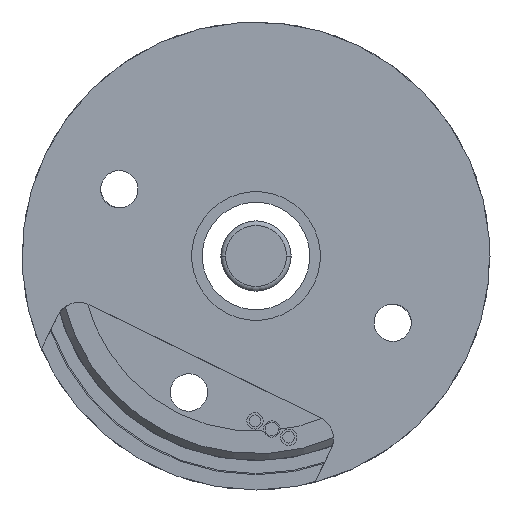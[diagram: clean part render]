
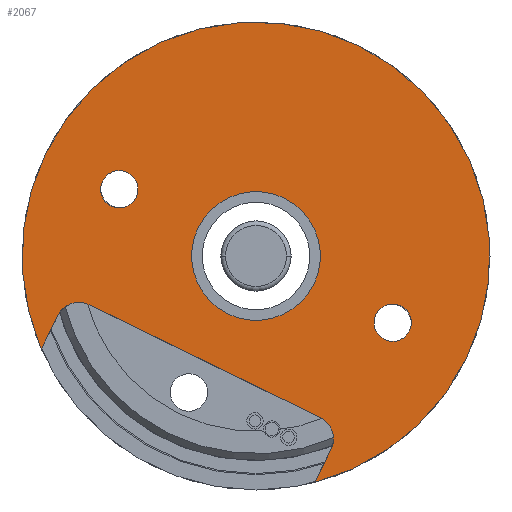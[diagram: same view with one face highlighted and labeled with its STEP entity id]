
A CAD part, front view. The second image highlights one B-rep face of the part: STEP entity #2067.
In plain terms, the highlighted planar face has unit normal (0, -1, 0).
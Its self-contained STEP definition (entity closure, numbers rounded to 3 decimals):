
#4 = AXIS2_PLACEMENT_3D ( 'NONE', #2316, #874, #2931 ) ;
#24 = CARTESIAN_POINT ( 'NONE',  ( 5., 0., -5.5 ) ) ;
#49 = EDGE_CURVE ( 'NONE', #873, #4202, #3290, .T. ) ;
#80 = VERTEX_POINT ( 'NONE', #125 ) ;
#95 = EDGE_CURVE ( 'NONE', #873, #2152, #4108, .T. ) ;
#97 = CARTESIAN_POINT ( 'NONE',  ( 6., 0., -5.5 ) ) ;
#125 = CARTESIAN_POINT ( 'NONE',  ( 6., 0., 6.5 ) ) ;
#126 = ORIENTED_EDGE ( 'NONE', *, *, #1648, .F. ) ;
#141 = ORIENTED_EDGE ( 'NONE', *, *, #243, .F. ) ;
#161 = AXIS2_PLACEMENT_3D ( 'NONE', #1634, #1250, #2110 ) ;
#169 = CIRCLE ( 'NONE', #3663, 0.8 ) ;
#170 = EDGE_CURVE ( 'NONE', #722, #2543, #521, .T. ) ;
#243 = EDGE_CURVE ( 'NONE', #2004, #1287, #169, .T. ) ;
#264 = AXIS2_PLACEMENT_3D ( 'NONE', #2680, #649, #3042 ) ;
#271 = CARTESIAN_POINT ( 'NONE',  ( 0., 0., -5.7 ) ) ;
#338 = ORIENTED_EDGE ( 'NONE', *, *, #170, .T. ) ;
#366 = AXIS2_PLACEMENT_3D ( 'NONE', #1642, #3707, #1312 ) ;
#495 = FACE_OUTER_BOUND ( 'NONE', #4194, .T. ) ;
#521 = CIRCLE ( 'NONE', #2269, 10. ) ;
#535 = AXIS2_PLACEMENT_3D ( 'NONE', #2656, #2574, #4295 ) ;
#544 = CARTESIAN_POINT ( 'NONE',  ( 0., 0., 0. ) ) ;
#649 = DIRECTION ( 'NONE',  ( 0., -1., 0. ) ) ;
#657 = CARTESIAN_POINT ( 'NONE',  ( 0., 0., 6.5 ) ) ;
#716 = AXIS2_PLACEMENT_3D ( 'NONE', #657, #3055, #982 ) ;
#722 = VERTEX_POINT ( 'NONE', #3020 ) ;
#749 = VECTOR ( 'NONE', #3228, 1000. ) ;
#767 = ORIENTED_EDGE ( 'NONE', *, *, #1898, .F. ) ;
#768 = ORIENTED_EDGE ( 'NONE', *, *, #95, .T. ) ;
#780 = CIRCLE ( 'NONE', #2857, 0.8 ) ;
#798 = FACE_BOUND ( 'NONE', #3969, .T. ) ;
#803 = DIRECTION ( 'NONE',  ( 0., -1., 0. ) ) ;
#873 = VERTEX_POINT ( 'NONE', #1918 ) ;
#874 = DIRECTION ( 'NONE',  ( 0., -1., 0. ) ) ;
#875 = ORIENTED_EDGE ( 'NONE', *, *, #4117, .F. ) ;
#878 = DIRECTION ( 'NONE',  ( 0., 0., -1. ) ) ;
#891 = DIRECTION ( 'NONE',  ( 0., -1., 0. ) ) ;
#982 = DIRECTION ( 'NONE',  ( 0., 0., -1. ) ) ;
#1009 = CARTESIAN_POINT ( 'NONE',  ( 0., 0., 2.75 ) ) ;
#1020 = CIRCLE ( 'NONE', #1738, 10. ) ;
#1118 = DIRECTION ( 'NONE',  ( 0., 0., -1. ) ) ;
#1250 = DIRECTION ( 'NONE',  ( 0., -1., 0. ) ) ;
#1264 = CARTESIAN_POINT ( 'NONE',  ( 0., 0., 6.5 ) ) ;
#1287 = VERTEX_POINT ( 'NONE', #271 ) ;
#1312 = DIRECTION ( 'NONE',  ( 0., 0., -1. ) ) ;
#1386 = EDGE_CURVE ( 'NONE', #2543, #1466, #1020, .T. ) ;
#1466 = VERTEX_POINT ( 'NONE', #1523 ) ;
#1523 = CARTESIAN_POINT ( 'NONE',  ( 0., 0., -10. ) ) ;
#1571 = PLANE ( 'NONE',  #4 ) ;
#1596 = DIRECTION ( 'NONE',  ( 0., 0., -1. ) ) ;
#1616 = ORIENTED_EDGE ( 'NONE', *, *, #2428, .T. ) ;
#1628 = CARTESIAN_POINT ( 'NONE',  ( 0., 0., 0. ) ) ;
#1634 = CARTESIAN_POINT ( 'NONE',  ( 0., 0., 0. ) ) ;
#1642 = CARTESIAN_POINT ( 'NONE',  ( 6., 0., 5.5 ) ) ;
#1648 = EDGE_CURVE ( 'NONE', #2854, #2189, #3816, .T. ) ;
#1714 = CARTESIAN_POINT ( 'NONE',  ( 0., 0., 7.3 ) ) ;
#1738 = AXIS2_PLACEMENT_3D ( 'NONE', #3214, #803, #2859 ) ;
#1762 = CARTESIAN_POINT ( 'NONE',  ( 0., 0., -2.75 ) ) ;
#1766 = VERTEX_POINT ( 'NONE', #1714 ) ;
#1879 = ORIENTED_EDGE ( 'NONE', *, *, #3500, .F. ) ;
#1898 = EDGE_CURVE ( 'NONE', #2189, #2854, #2956, .T. ) ;
#1900 = CARTESIAN_POINT ( 'NONE',  ( 0., 0., 5.7 ) ) ;
#1918 = CARTESIAN_POINT ( 'NONE',  ( 6., 0., -6.5 ) ) ;
#1941 = VERTEX_POINT ( 'NONE', #2231 ) ;
#1962 = DIRECTION ( 'NONE',  ( 0., 0., -1. ) ) ;
#2004 = VERTEX_POINT ( 'NONE', #2969 ) ;
#2059 = LINE ( 'NONE', #2456, #2873 ) ;
#2067 = ADVANCED_FACE ( 'NONE', ( #3118, #798, #495, #4036 ), #1571, .T. ) ;
#2110 = DIRECTION ( 'NONE',  ( 0., 0., -1. ) ) ;
#2152 = VERTEX_POINT ( 'NONE', #24 ) ;
#2160 = CIRCLE ( 'NONE', #264, 0.8 ) ;
#2163 = AXIS2_PLACEMENT_3D ( 'NONE', #97, #3182, #1118 ) ;
#2189 = VERTEX_POINT ( 'NONE', #1762 ) ;
#2231 = CARTESIAN_POINT ( 'NONE',  ( 5., 0., 5.5 ) ) ;
#2269 = AXIS2_PLACEMENT_3D ( 'NONE', #544, #2937, #878 ) ;
#2316 = CARTESIAN_POINT ( 'NONE',  ( 2.75, 0., 0. ) ) ;
#2367 = DIRECTION ( 'NONE',  ( -1., 0., 0. ) ) ;
#2381 = VERTEX_POINT ( 'NONE', #1900 ) ;
#2386 = EDGE_LOOP ( 'NONE', ( #1879, #4271 ) ) ;
#2388 = VECTOR ( 'NONE', #3414, 1000. ) ;
#2428 = EDGE_CURVE ( 'NONE', #1941, #80, #3328, .T. ) ;
#2441 = CARTESIAN_POINT ( 'NONE',  ( 7.599, 0., -6.5 ) ) ;
#2456 = CARTESIAN_POINT ( 'NONE',  ( 15., 0., 6.5 ) ) ;
#2482 = LINE ( 'NONE', #4114, #2388 ) ;
#2516 = CARTESIAN_POINT ( 'NONE',  ( 0., 0., 10. ) ) ;
#2543 = VERTEX_POINT ( 'NONE', #2516 ) ;
#2574 = DIRECTION ( 'NONE',  ( 0., -1., 0. ) ) ;
#2629 = EDGE_CURVE ( 'NONE', #1466, #4202, #3588, .T. ) ;
#2656 = CARTESIAN_POINT ( 'NONE',  ( 0., 0., 0. ) ) ;
#2680 = CARTESIAN_POINT ( 'NONE',  ( 0., 0., -6.5 ) ) ;
#2854 = VERTEX_POINT ( 'NONE', #1009 ) ;
#2857 = AXIS2_PLACEMENT_3D ( 'NONE', #1264, #3665, #1596 ) ;
#2859 = DIRECTION ( 'NONE',  ( 0., 0., -1. ) ) ;
#2873 = VECTOR ( 'NONE', #2367, 1000. ) ;
#2885 = CARTESIAN_POINT ( 'NONE',  ( 15., 0., -6.5 ) ) ;
#2931 = DIRECTION ( 'NONE',  ( 0., 0., -1. ) ) ;
#2937 = DIRECTION ( 'NONE',  ( 0., -1., 0. ) ) ;
#2953 = CARTESIAN_POINT ( 'NONE',  ( 0., 0., -6.5 ) ) ;
#2956 = CIRCLE ( 'NONE', #535, 2.75 ) ;
#2969 = CARTESIAN_POINT ( 'NONE',  ( 0., 0., -7.3 ) ) ;
#3020 = CARTESIAN_POINT ( 'NONE',  ( 7.599, 0., 6.5 ) ) ;
#3042 = DIRECTION ( 'NONE',  ( 0., 0., -1. ) ) ;
#3055 = DIRECTION ( 'NONE',  ( 0., -1., 0. ) ) ;
#3101 = CIRCLE ( 'NONE', #716, 0.8 ) ;
#3118 = FACE_BOUND ( 'NONE', #2386, .T. ) ;
#3182 = DIRECTION ( 'NONE',  ( 0., 1., 0. ) ) ;
#3214 = CARTESIAN_POINT ( 'NONE',  ( 0., 0., 0. ) ) ;
#3228 = DIRECTION ( 'NONE',  ( 1., 0., 0. ) ) ;
#3290 = LINE ( 'NONE', #2885, #749 ) ;
#3302 = DIRECTION ( 'NONE',  ( 0., 0., -1. ) ) ;
#3328 = CIRCLE ( 'NONE', #366, 1. ) ;
#3414 = DIRECTION ( 'NONE',  ( 0., 0., -1. ) ) ;
#3424 = ORIENTED_EDGE ( 'NONE', *, *, #49, .F. ) ;
#3500 = EDGE_CURVE ( 'NONE', #2381, #1766, #780, .T. ) ;
#3588 = CIRCLE ( 'NONE', #3803, 10. ) ;
#3622 = EDGE_CURVE ( 'NONE', #1287, #2004, #2160, .T. ) ;
#3646 = EDGE_CURVE ( 'NONE', #1766, #2381, #3101, .T. ) ;
#3663 = AXIS2_PLACEMENT_3D ( 'NONE', #2953, #891, #3302 ) ;
#3665 = DIRECTION ( 'NONE',  ( 0., -1., 0. ) ) ;
#3684 = EDGE_CURVE ( 'NONE', #722, #80, #2059, .T. ) ;
#3707 = DIRECTION ( 'NONE',  ( 0., 1., 0. ) ) ;
#3709 = EDGE_LOOP ( 'NONE', ( #767, #126 ) ) ;
#3780 = ORIENTED_EDGE ( 'NONE', *, *, #1386, .T. ) ;
#3793 = ORIENTED_EDGE ( 'NONE', *, *, #3684, .F. ) ;
#3803 = AXIS2_PLACEMENT_3D ( 'NONE', #1628, #4042, #1962 ) ;
#3816 = CIRCLE ( 'NONE', #161, 2.75 ) ;
#3969 = EDGE_LOOP ( 'NONE', ( #141, #4130 ) ) ;
#4036 = FACE_BOUND ( 'NONE', #3709, .T. ) ;
#4042 = DIRECTION ( 'NONE',  ( 0., -1., 0. ) ) ;
#4108 = CIRCLE ( 'NONE', #2163, 1. ) ;
#4114 = CARTESIAN_POINT ( 'NONE',  ( 5., 0., -6.5 ) ) ;
#4117 = EDGE_CURVE ( 'NONE', #1941, #2152, #2482, .T. ) ;
#4130 = ORIENTED_EDGE ( 'NONE', *, *, #3622, .F. ) ;
#4168 = ORIENTED_EDGE ( 'NONE', *, *, #2629, .T. ) ;
#4194 = EDGE_LOOP ( 'NONE', ( #3793, #338, #3780, #4168, #3424, #768, #875, #1616 ) ) ;
#4202 = VERTEX_POINT ( 'NONE', #2441 ) ;
#4271 = ORIENTED_EDGE ( 'NONE', *, *, #3646, .F. ) ;
#4295 = DIRECTION ( 'NONE',  ( 0., 0., -1. ) ) ;
